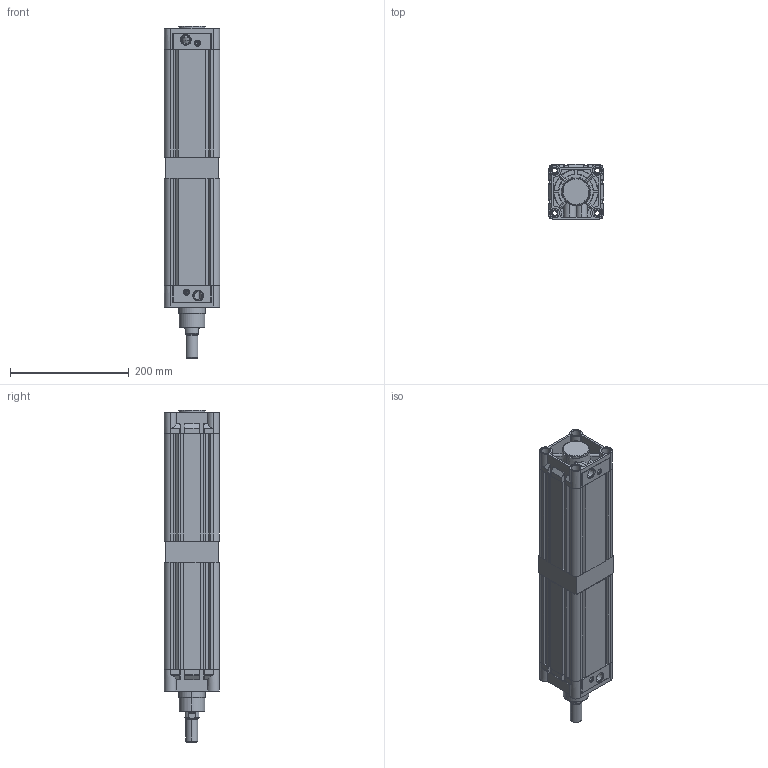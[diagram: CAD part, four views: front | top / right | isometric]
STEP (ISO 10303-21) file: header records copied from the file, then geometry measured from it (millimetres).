
FILE_DESCRIPTION (( 'STEP AP203' ), '1' );
FILE_NAME ('80X125TANDEM.STEP', '2017-12-27T13:10:24', ( 'USER' ), ( '' ), 'SwSTEP 2.0', 'SolidWorks 2017', '' );
FILE_SCHEMA (( 'CONFIG_CONTROL_DESIGN' ));
Length unit declared in the file: millimetre
Products named in the file (8): ORTA PÝSTON 80 TANDEM; ARKA KAPAK  80; Piston Mili 80x125; SAPLAMALI M尳 80x125; 烰 KAPAK  80; KDNC 80x125 BORU; 80; 80X125TANDEM
Assembly tree (9 placements, depth 2):
  80X125TANDEM
    ORTA PÝSTON 80 TANDEM  x2
    ARKA KAPAK  80
    Piston Mili 80x125
    SAPLAMALI M尳 80x125
    烰 KAPAK  80
    KDNC 80x125 BORU  x2
    80
Bounding box: 93 x 93.3 x 560 mm (x, y, z)
Volume: 2168022.4 mm3; surface area: 622103.6 mm2
Topology: 9 solids, 9 shells, 1376 faces, 3656 edges, 2353 vertices
Faces by surface type: cylinder 525, plane 515, cone 240, bspline 90, torus 6
Entity records: 47779 total; most frequent: CARTESIAN_POINT 20832, ORIENTED_EDGE 5956, DIRECTION 4616, EDGE_CURVE 2978, VERTEX_POINT 1913, AXIS2_PLACEMENT_3D 1668, LINE 1280, VECTOR 1280
